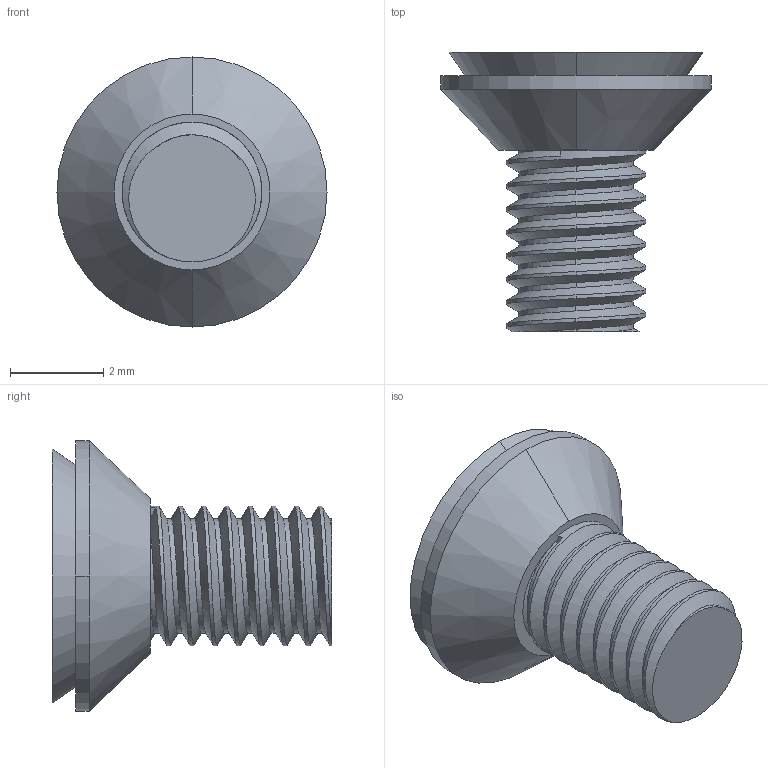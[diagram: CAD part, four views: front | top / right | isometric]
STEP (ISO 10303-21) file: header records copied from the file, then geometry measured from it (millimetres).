
FILE_DESCRIPTION((''),'2;1');
FILE_NAME('LUOSI','2019-09-04T',('sh.ye'),(''),'PRO/ENGINEER BY PARAMETRIC TECHNOLOGY CORPORATION, 2015240','PRO/ENGINEER BY PARAMETRIC TECHNOLOGY CORPORATION, 2015240','');
FILE_SCHEMA(('AUTOMOTIVE_DESIGN { 1 0 10303 214 1 1 1 1 }'));
Length unit declared in the file: millimetre
Products named in the file (1): LUOSI
Bounding box: 5.8 x 6 x 5.8 mm (x, y, z)
Volume: 57.2 mm3; surface area: 147.2 mm2
Topology: 1 solids, 1 shells, 81 faces, 223 edges, 145 vertices
Faces by surface type: cylinder 48, plane 25, cone 6, bspline 2
Entity records: 4979 total; most frequent: CARTESIAN_POINT 2286, ORIENTED_EDGE 442, DIRECTION 363, PRESENTATION_STYLE_ASSIGNMENT 222, STYLED_ITEM 222, CURVE_STYLE 221, EDGE_CURVE 221, VERTEX_POINT 145
